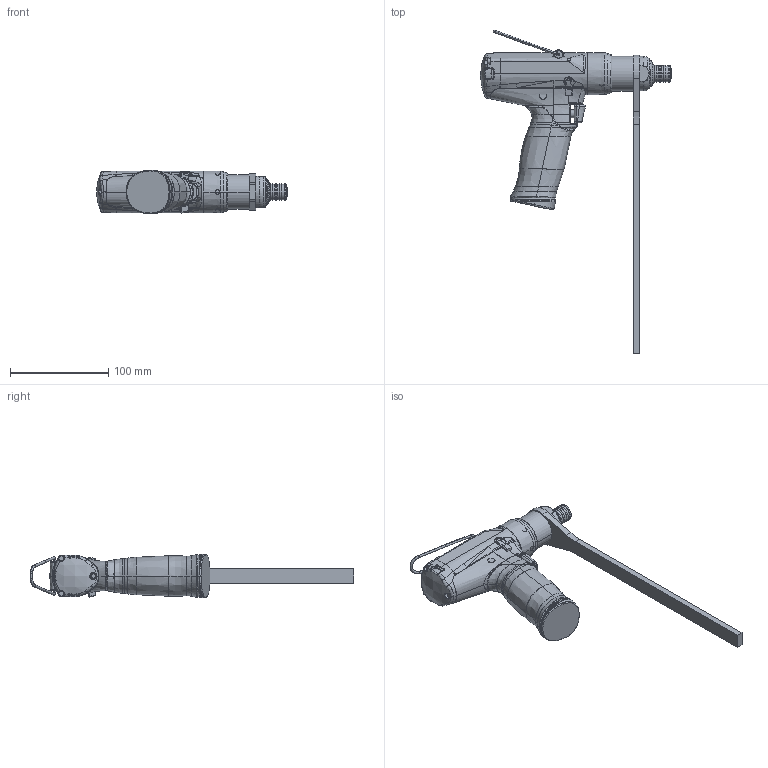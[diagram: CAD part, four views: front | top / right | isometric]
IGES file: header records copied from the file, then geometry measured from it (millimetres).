
Start section:  PTC IGES file: 18ep22q_sw.igs
Global section: file name: 18ep22q_sw.igs; native system: Pro/ENGINEER by Parametric Technology Corporation; preprocessor: 2006140; author: SmithS; organization: Unknown; date: 20070323.091532; units: inch
Bounding box: 194.9 x 330.19 x 44.45 mm (x, y, z)
Surface area: 71599.9 mm2 (no closed solid volume)
Topology: 0 solids, 0 shells, 627 faces, 2991 edges, 2973 vertices
Faces by surface type: bspline 392, revolution 233, extrusion 2
